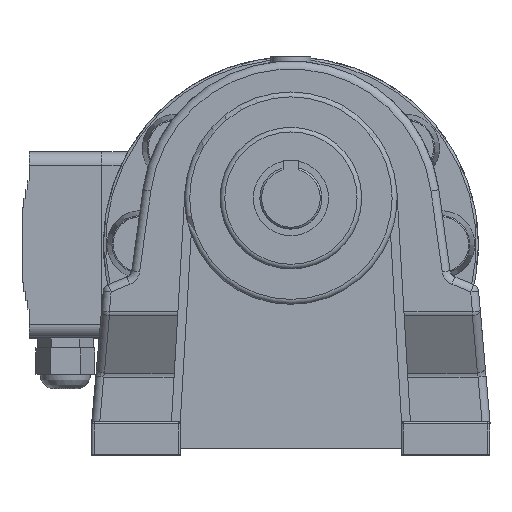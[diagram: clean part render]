
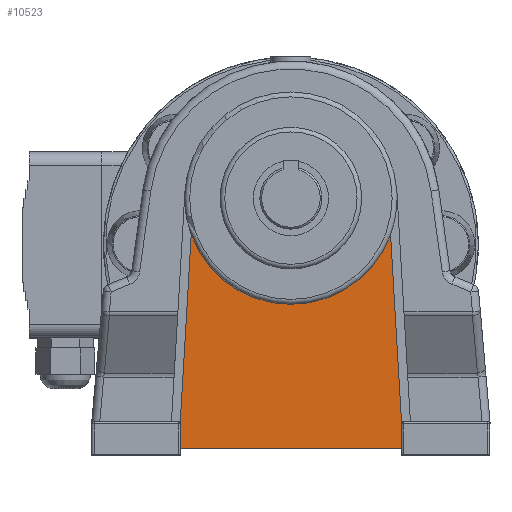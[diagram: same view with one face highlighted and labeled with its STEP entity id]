
A CAD part, top view. The second image highlights one B-rep face of the part: STEP entity #10523.
In plain terms, the highlighted planar face has unit normal (0, 0, 1).
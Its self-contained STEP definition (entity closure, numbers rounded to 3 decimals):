
#92=PLANE($,#11264);
#583=LINE($,#15582,#1759);
#602=LINE($,#15630,#1778);
#613=LINE($,#15653,#1789);
#685=LINE($,#15973,#1861);
#688=LINE($,#15980,#1864);
#1759=VECTOR($,#12267,100.);
#1778=VECTOR($,#12302,12.);
#1789=VECTOR($,#12319,12.);
#1861=VECTOR($,#12555,84.584);
#1864=VECTOR($,#12564,84.584);
#3202=FACE_OUTER_BOUND($,#3848,.T.);
#3848=EDGE_LOOP($,(#7818,#7819,#7820,#7821,#7822,#7823));
#4589=CIRCLE($,#11262,48.);
#4914=VERTEX_POINT($,#15579);
#4915=VERTEX_POINT($,#15581);
#4936=VERTEX_POINT($,#15628);
#4945=VERTEX_POINT($,#15652);
#5006=VERTEX_POINT($,#15972);
#5007=VERTEX_POINT($,#15976);
#5951=EDGE_CURVE($,#4915,#4914,#583,.T.);
#5975=EDGE_CURVE($,#4914,#4936,#602,.T.);
#5987=EDGE_CURVE($,#4945,#4915,#613,.T.);
#6104=EDGE_CURVE($,#5006,#4945,#685,.T.);
#6106=EDGE_CURVE($,#5007,#5006,#4589,.T.);
#6108=EDGE_CURVE($,#4936,#5007,#688,.T.);
#7818=ORIENTED_EDGE($,*,*,#5987,.T.);
#7819=ORIENTED_EDGE($,*,*,#5951,.T.);
#7820=ORIENTED_EDGE($,*,*,#5975,.T.);
#7821=ORIENTED_EDGE($,*,*,#6108,.T.);
#7822=ORIENTED_EDGE($,*,*,#6106,.T.);
#7823=ORIENTED_EDGE($,*,*,#6104,.T.);
#10523=ADVANCED_FACE($,(#3202),#92,.T.);
#11262=AXIS2_PLACEMENT_3D($,#15977,#12559,#12560);
#11264=AXIS2_PLACEMENT_3D($,#15981,#12565,#12566);
#12267=DIRECTION($,(1.,0.,0.));
#12302=DIRECTION($,(0.,1.,0.));
#12319=DIRECTION($,(0.,-1.,0.));
#12555=DIRECTION($,(-0.058,-0.998,0.));
#12559=DIRECTION('center_axis',(0.,0.,-1.));
#12560=DIRECTION('ref_axis',(1.,0.,0.));
#12564=DIRECTION($,(-0.058,0.998,0.));
#12565=DIRECTION('center_axis',(0.,0.,1.));
#12566=DIRECTION('ref_axis',(1.,0.,0.));
#15579=CARTESIAN_POINT('',(50.,-113.,-10.417));
#15581=CARTESIAN_POINT('',(-50.,-113.,-10.417));
#15582=CARTESIAN_POINT($,(-50.,-113.,-10.417));
#15628=CARTESIAN_POINT('',(50.,-101.,-10.417));
#15630=CARTESIAN_POINT($,(50.,-113.,-10.417));
#15652=CARTESIAN_POINT('',(-50.,-101.,-10.417));
#15653=CARTESIAN_POINT($,(-50.,-101.,-10.417));
#15972=CARTESIAN_POINT('',(-45.053,-16.561,-10.417));
#15973=CARTESIAN_POINT($,(-45.053,-16.561,-10.417));
#15976=CARTESIAN_POINT('',(45.053,-16.561,-10.417));
#15977=CARTESIAN_POINT('Origin',(0.,0.,-10.417));
#15980=CARTESIAN_POINT($,(50.,-101.,-10.417));
#15981=CARTESIAN_POINT('Origin',(0.,0.,-10.417));
